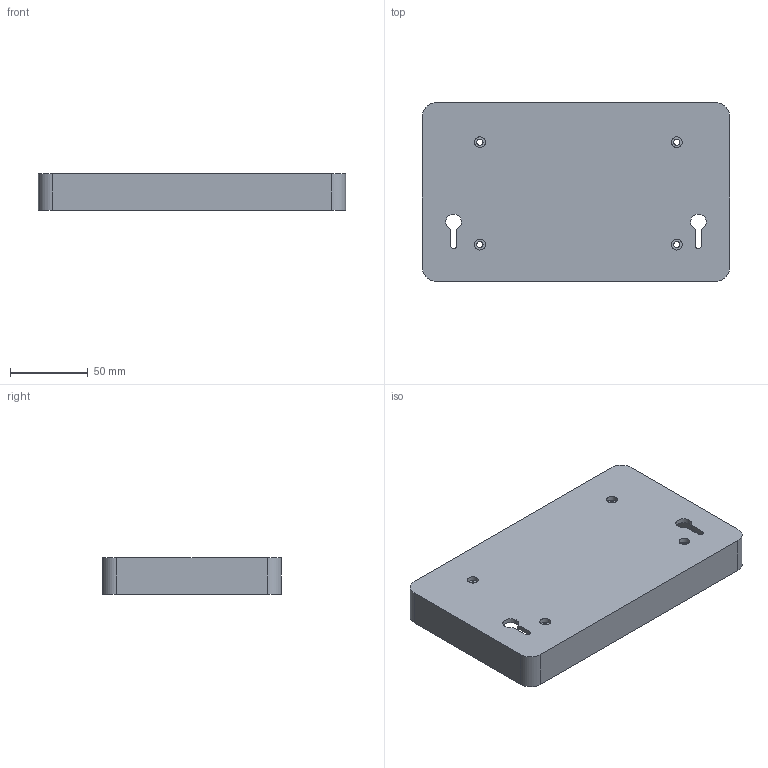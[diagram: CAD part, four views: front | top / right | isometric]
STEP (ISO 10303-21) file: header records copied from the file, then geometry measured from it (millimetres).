
FILE_DESCRIPTION(('STEP AP242'), '1');
FILE_NAME('esp32-s3-touch-lcd-7-case', '', ('UNSPECIFIED'), ('UNSPECIFIED'), 'C3D Converter', 'C3D Toolkit', '');
FILE_SCHEMA(('AP242_MANAGED_MODEL_BASED_3D_ENGINEERING_MIM_LF { 1 0 10303 442 1 1 4 }'));
Length unit declared in the file: millimetre
Bounding box: 196.92 x 114.76 x 23.5 mm (x, y, z)
Volume: 102524.8 mm3; surface area: 71576.4 mm2
Topology: 1 solids, 1 shells, 60 faces, 144 edges, 96 vertices
Faces by surface type: plane 32, cylinder 28
Full cylindrical faces by diameter (mm): 4 x4, 7 x4, 12 x4
Entity records: 2252 total; most frequent: DIRECTION 310, CARTESIAN_POINT 289, ORIENTED_EDGE 264, EDGE_CURVE 132, AXIS2_PLACEMENT_3D 117, EDGE_LOOP 96, VERTEX_POINT 96, LINE 76
